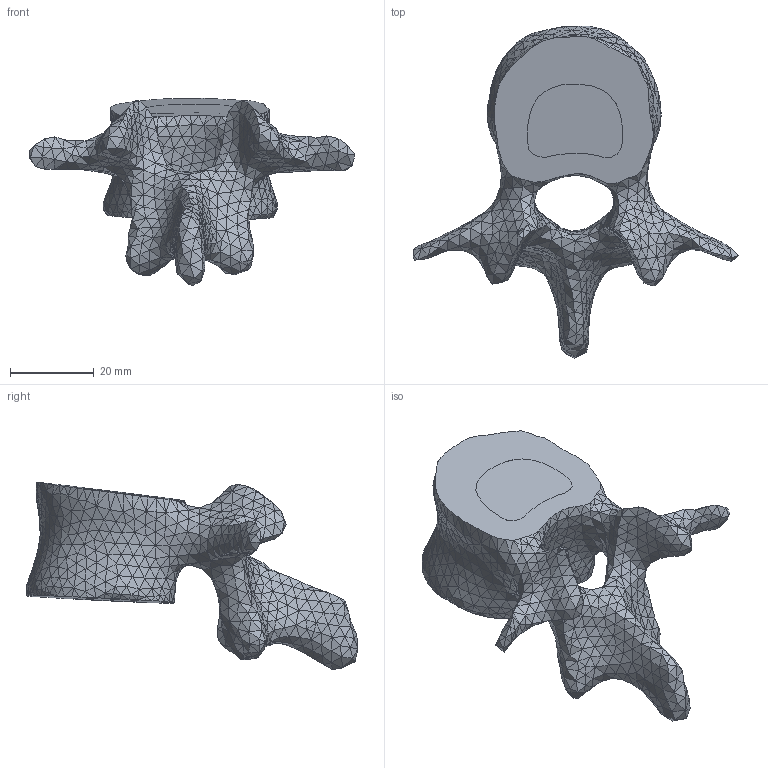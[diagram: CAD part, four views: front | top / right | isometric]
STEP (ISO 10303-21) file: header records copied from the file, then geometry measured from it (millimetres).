
FILE_DESCRIPTION(/* description */ (''),/* implementation_level */ '2;1');
FILE_NAME(/* name */ 'L2 (1).step',/* time_stamp */ '2024-06-06T23:34:20-04:00',/* author */ (''),/* organization */ (''),/* preprocessor_version */ 'ST-DEVELOPER v20',/* originating_system */ 'Autodesk Translation Framework v13.14.0.145',/* authorisation */ '');
FILE_SCHEMA (('AUTOMOTIVE_DESIGN { 1 0 10303 214 3 1 1 }'));
Length unit declared in the file: millimetre
Products named in the file (1): L2 (1)
Bounding box: 77.92 x 79.33 x 44.78 mm (x, y, z)
Volume: 41995 mm3; surface area: 10574.9 mm2
Topology: 1 solids, 1 shells, 2682 faces, 4397 edges, 1717 vertices
Faces by surface type: plane 2682
Entity records: 55714 total; most frequent: DIRECTION 9763, CARTESIAN_POINT 8797, ORIENTED_EDGE 8794, LINE 4397, VECTOR 4397, EDGE_CURVE 4397, EDGE_LOOP 2684, AXIS2_PLACEMENT_3D 2683
